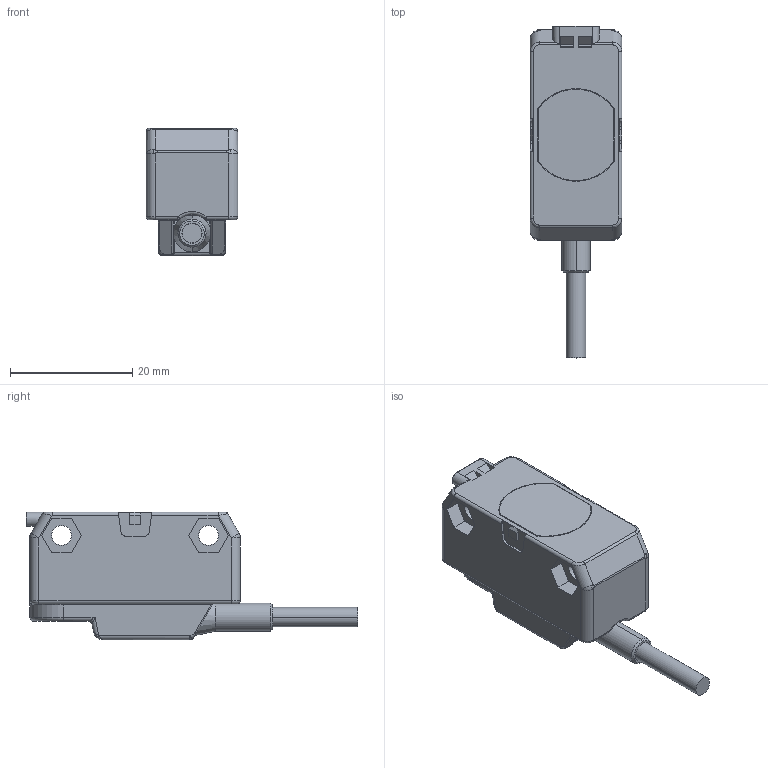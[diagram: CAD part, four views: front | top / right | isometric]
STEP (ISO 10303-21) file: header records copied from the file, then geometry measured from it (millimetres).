
FILE_DESCRIPTION((''),'2;1');
FILE_NAME('139468_SM01_ASM','2022-04-27T09:47:01',('PDMAdmin'),('BANNER ENGINEERING'),'CREO PARAMETRIC BY PTC INC, 2019292','CREO PARAMETRIC BY PTC INC, 2019292','');
FILE_SCHEMA(('CONFIG_CONTROL_DESIGN'));
Products named in the file (3): 139468_EP01; ASSEMBLY_55816; 139468_SM01_ASM
Assembly tree (2 placements, depth 2):
  139468_SM01_ASM
    139468_EP01
    ASSEMBLY_55816
Bounding box: 15 x 54.39 x 20.9 mm (x, y, z)
Volume: 8895.9 mm3; surface area: 3924.3 mm2
Topology: 2 solids, 2 shells, 264 faces, 608 edges, 361 vertices
Faces by surface type: plane 99, cylinder 98, bspline 36, torus 17, sphere 10, cone 4
Entity records: 9213 total; most frequent: CARTESIAN_POINT 3352, ORIENTED_EDGE 1212, DIRECTION 1175, EDGE_CURVE 606, AXIS2_PLACEMENT_3D 426, VERTEX_POINT 361, VECTOR 323, LINE 323
